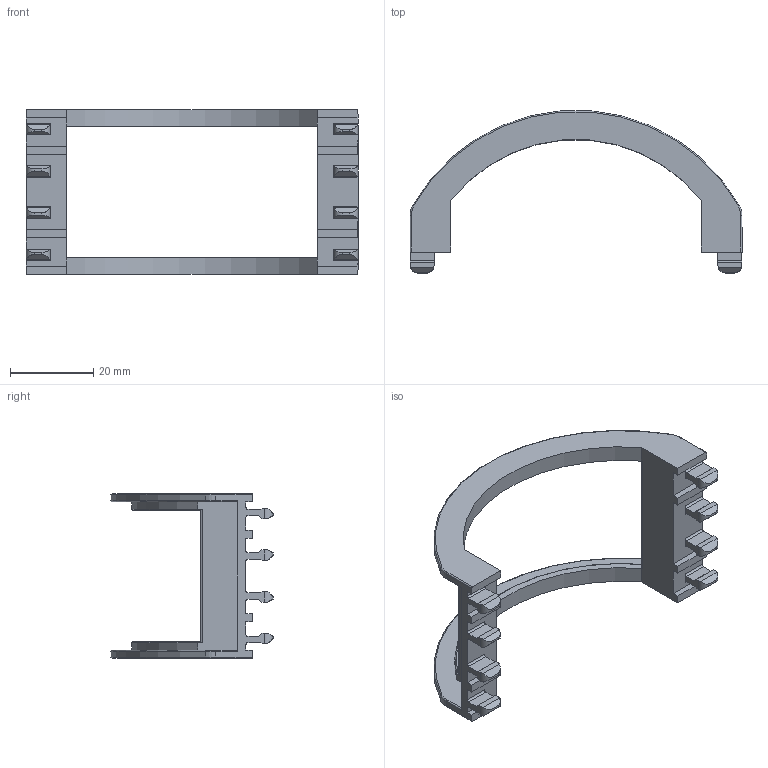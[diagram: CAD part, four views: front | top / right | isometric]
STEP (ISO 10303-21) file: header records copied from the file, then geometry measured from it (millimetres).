
FILE_DESCRIPTION (( 'STEP AP203' ), '1' );
FILE_NAME ('10714c.step', '2014-04-13T23:58:01', ( 'Nicholas Morozovsky' ), ( '' ), 'SwSTEP 2.0', 'SolidWorks 2012', '' );
FILE_SCHEMA (( 'CONFIG_CONTROL_DESIGN' ));
Length unit declared in the file: millimetre
Products named in the file (1): 10714c
Bounding box: 79.6 x 38.85 x 39.5 mm (x, y, z)
Volume: 7070.1 mm3; surface area: 8274.5 mm2
Topology: 1 solids, 1 shells, 194 faces, 558 edges, 364 vertices
Faces by surface type: plane 122, cylinder 58, torus 14
Entity records: 6409 total; most frequent: CARTESIAN_POINT 1245, ORIENTED_EDGE 1116, DIRECTION 1034, EDGE_CURVE 558, LINE 392, VECTOR 392, VERTEX_POINT 364, AXIS2_PLACEMENT_3D 321
